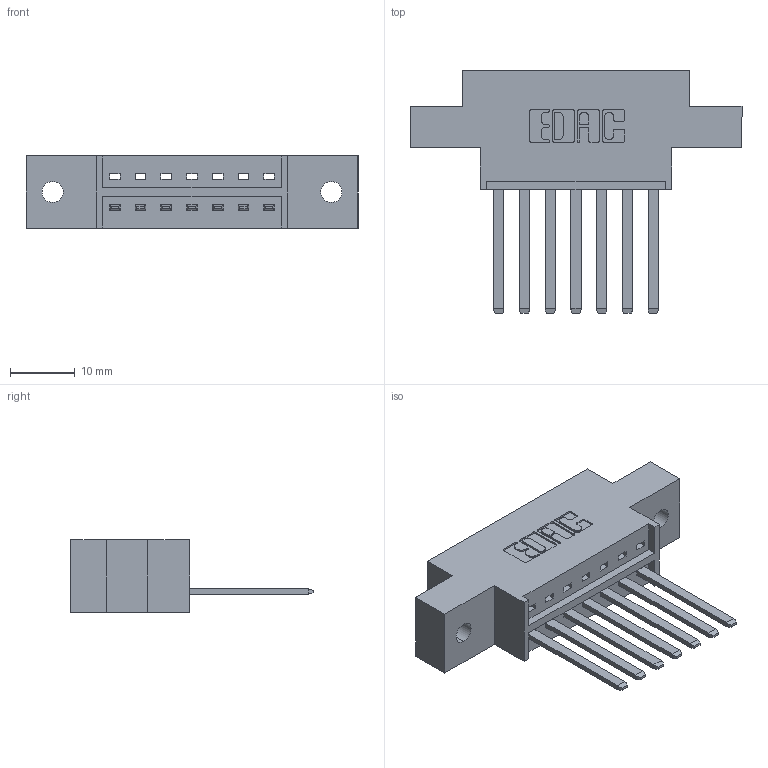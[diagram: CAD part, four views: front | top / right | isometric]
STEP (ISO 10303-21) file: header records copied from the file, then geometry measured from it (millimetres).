
FILE_DESCRIPTION (( 'STEP AP203' ), '1' );
FILE_NAME ('336-007-541-602.STEP', '2020-08-07T19:15:47', ( '' ), ( '' ), 'SwSTEP 2.0', 'SolidWorks 2020', '' );
FILE_SCHEMA (( 'CONFIG_CONTROL_DESIGN' ));
Length unit declared in the file: inch
Products named in the file (3): 336-290-001_336-290-541; 336 Part_Offset - .128 Dia; 336-007-541-602
Assembly tree (8 placements, depth 2):
  336-007-541-602
    336 Part_Offset - .128 Dia
    336-290-001_336-290-541  x7
Bounding box: 51.13 x 37.34 x 11.1 mm (x, y, z)
Volume: 6258.4 mm3; surface area: 6279.7 mm2
Topology: 8 solids, 8 shells, 468 faces, 1401 edges, 928 vertices
Faces by surface type: plane 312, cylinder 156
Entity records: 9584 total; most frequent: CARTESIAN_POINT 1758, ORIENTED_EDGE 1602, DIRECTION 1455, EDGE_CURVE 801, VECTOR 669, LINE 669, VERTEX_POINT 532, AXIS2_PLACEMENT_3D 393
